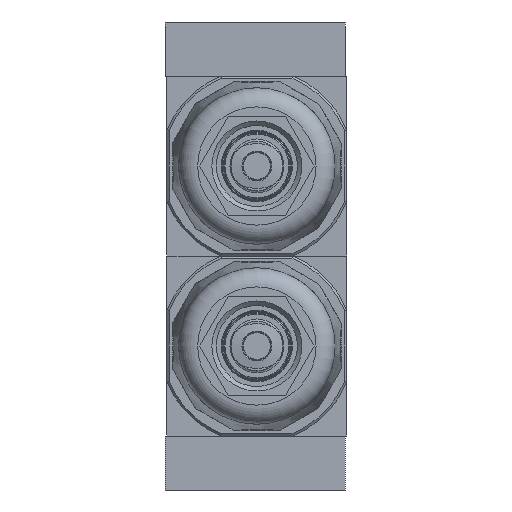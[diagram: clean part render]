
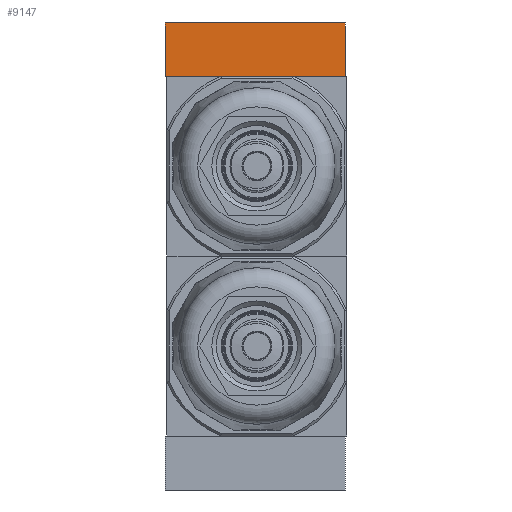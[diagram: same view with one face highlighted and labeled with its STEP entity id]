
A CAD part, front view. The second image highlights one B-rep face of the part: STEP entity #9147.
In plain terms, the highlighted planar face has unit normal (0, -1, 0).
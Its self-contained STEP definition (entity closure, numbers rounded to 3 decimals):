
#1211=ORIENTED_EDGE('',*,*,#3855,.T.);
#1212=ORIENTED_EDGE('',*,*,#3878,.F.);
#1213=ORIENTED_EDGE('',*,*,#3879,.F.);
#1214=ORIENTED_EDGE('',*,*,#3875,.T.);
#3855=EDGE_CURVE('',#5187,#5189,#6127,.T.);
#3875=EDGE_CURVE('',#5209,#5187,#6134,.T.);
#3878=EDGE_CURVE('',#5211,#5189,#6137,.T.);
#3879=EDGE_CURVE('',#5209,#5211,#6138,.T.);
#5187=VERTEX_POINT('',#16679);
#5189=VERTEX_POINT('',#16683);
#5209=VERTEX_POINT('',#16725);
#5211=VERTEX_POINT('',#16731);
#6127=LINE('',#16684,#6699);
#6134=LINE('',#16724,#6706);
#6137=LINE('',#16730,#6709);
#6138=LINE('',#16732,#6710);
#6699=VECTOR('',#13954,1000.);
#6706=VECTOR('',#13989,1000.);
#6709=VECTOR('',#13994,1000.);
#6710=VECTOR('',#13995,1000.);
#7275=EDGE_LOOP('',(#1211,#1212,#1213,#1214));
#8073=FACE_BOUND('',#7275,.T.);
#8874=PLANE('',#12885);
#9147=ADVANCED_FACE('',(#8073),#8874,.F.);
#12885=AXIS2_PLACEMENT_3D('',#16729,#13992,#13993);
#13954=DIRECTION('',(1.,0.,0.));
#13989=DIRECTION('',(0.,0.,-1.));
#13992=DIRECTION('',(0.,1.,0.));
#13993=DIRECTION('',(0.,0.,1.));
#13994=DIRECTION('',(0.,0.,-1.));
#13995=DIRECTION('',(1.,0.,0.));
#16679=CARTESIAN_POINT('',(-20.,-10.,-6.));
#16683=CARTESIAN_POINT('',(20.,-10.,-6.));
#16684=CARTESIAN_POINT('',(-20.,-10.,-6.));
#16724=CARTESIAN_POINT('',(-20.,-10.,6.));
#16725=CARTESIAN_POINT('',(-20.,-10.,6.));
#16729=CARTESIAN_POINT('',(-20.,-10.,6.));
#16730=CARTESIAN_POINT('',(20.,-10.,6.));
#16731=CARTESIAN_POINT('',(20.,-10.,6.));
#16732=CARTESIAN_POINT('',(-20.,-10.,6.));
